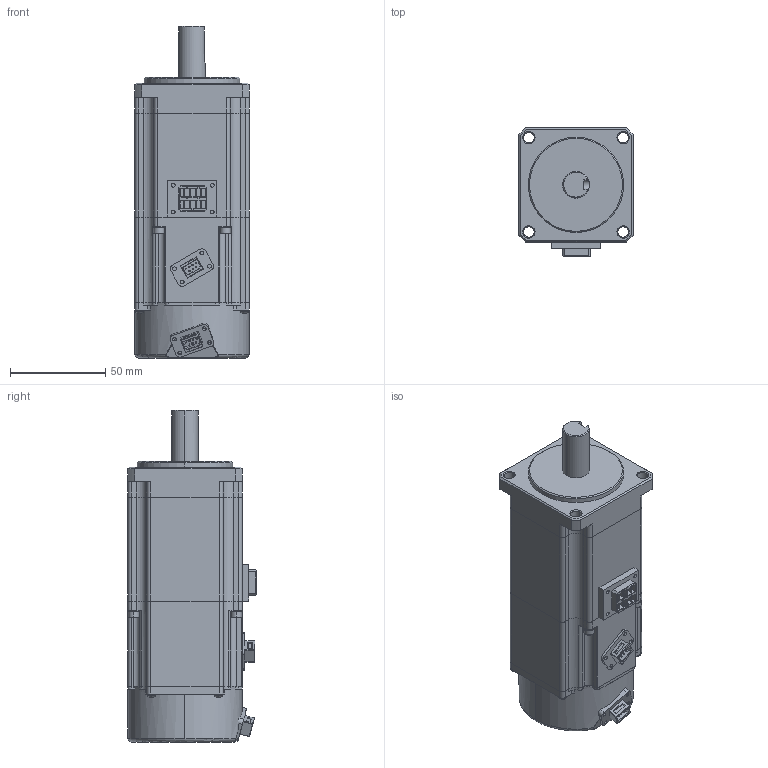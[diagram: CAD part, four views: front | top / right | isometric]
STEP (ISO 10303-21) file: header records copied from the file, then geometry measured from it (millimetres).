
FILE_DESCRIPTION(('Creo Elements/Direct Modeling STEP Export'),'2;1');
FILE_NAME('TSM4204N7330E205.stp','2017-06-13T13:58:35',(''),(''),'Creo Elements/Direct Modeling STEP processor for AP214 (Solid Model)','Creo Elements/Direct Modeling 18.1E 22-Nov-2013 (C) Parametric Technology GmbH','');
FILE_SCHEMA(('AUTOMOTIVE_DESIGN { 1 0 10303 214 1 1 1 1 }'));
Products named in the file (2): TSM4204N7330E205
Assembly tree (1 placements, depth 2):
  TSM4204N7330E205
    TSM4204N7330E205
Bounding box: 60 x 67.4 x 174.3 mm (x, y, z)
Volume: 463168.3 mm3; surface area: 43114.5 mm2
Topology: 1 solids, 11 shells, 1888 faces, 4470 edges, 2574 vertices
Faces by surface type: plane 814, cylinder 487, bspline 439, cone 87, extrusion 28, sphere 24, torus 9
Entity records: 73721 total; most frequent: CARTESIAN_POINT 33687, ORIENTED_EDGE 8816, DIRECTION 6569, EDGE_CURVE 4392, VERTEX_POINT 2574, AXIS2_PLACEMENT_3D 2202, VECTOR 2165, LINE 2137
